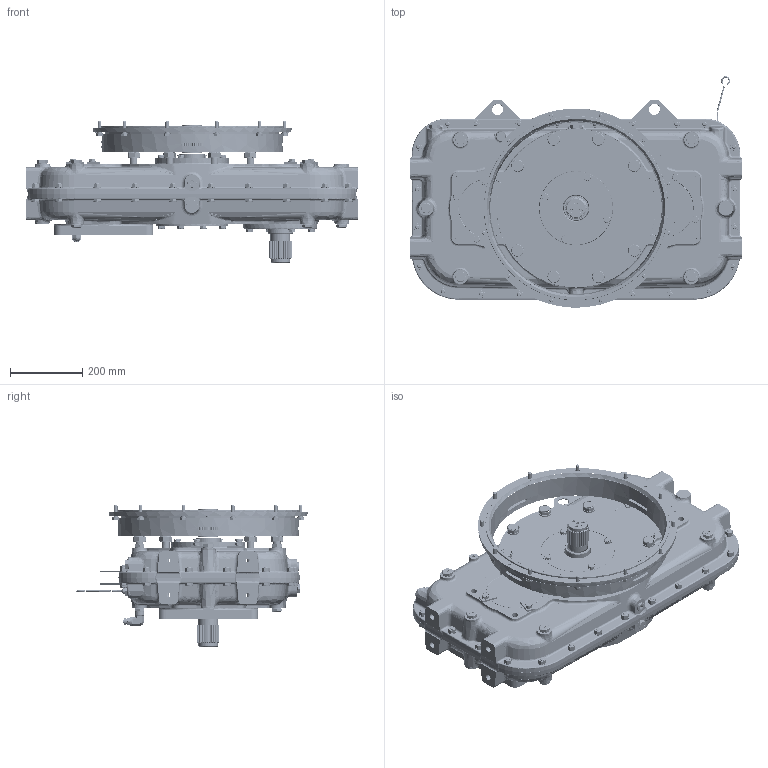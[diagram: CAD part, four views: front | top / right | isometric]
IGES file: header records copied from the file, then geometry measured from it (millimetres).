
Start section: SolidWorks IGES file using analytic representation for surfaces
Global section: file name: 1028877D.IGS; native system: SolidWorks 2015; preprocessor: SolidWorks 2015; author: rossop; date: 160930.171146; units: millimetre
Bounding box: 920 x 641.5 x 391.8 mm (x, y, z)
Surface area: 4719817.4 mm2 (no closed solid volume)
Topology: 0 solids, 0 shells, 7994 faces, 131834 edges, 130386 vertices
Faces by surface type: bspline 5122, revolution 2872
